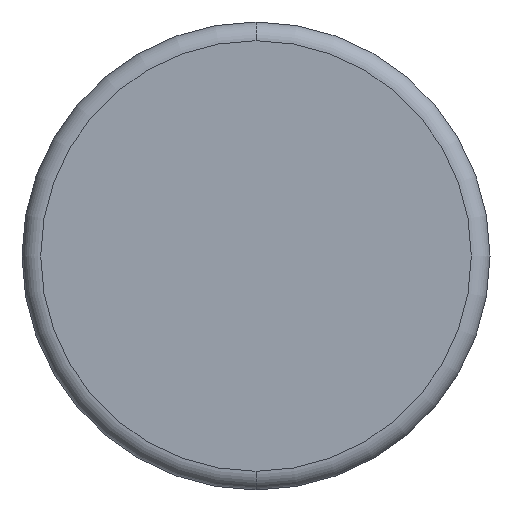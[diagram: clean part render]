
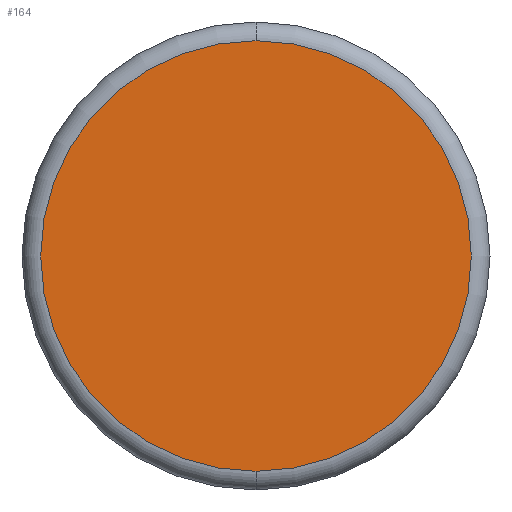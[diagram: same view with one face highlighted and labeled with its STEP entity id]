
A CAD part, front view. The second image highlights one B-rep face of the part: STEP entity #164.
In plain terms, the highlighted planar face has unit normal (0, -1, 0).
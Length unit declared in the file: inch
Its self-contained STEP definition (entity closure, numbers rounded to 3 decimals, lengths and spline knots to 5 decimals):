
#4 = EDGE_LOOP ( 'NONE', ( #438, #99 ) ) ;
#5 = CARTESIAN_POINT ( 'NONE',  ( 0., 0., 0. ) ) ;
#7 = FACE_OUTER_BOUND ( 'NONE', #4, .T. ) ;
#98 = CARTESIAN_POINT ( 'NONE',  ( 0., 0., 0. ) ) ;
#99 = ORIENTED_EDGE ( 'NONE', *, *, #529, .T. ) ;
#127 = DIRECTION ( 'NONE',  ( 0., 0., -1. ) ) ;
#164 = ADVANCED_FACE ( 'NONE', ( #7 ), #276, .T. ) ;
#168 = CARTESIAN_POINT ( 'NONE',  ( 0., 0., -0.345 ) ) ;
#185 = DIRECTION ( 'NONE',  ( 0., -1., 0. ) ) ;
#238 = EDGE_CURVE ( 'NONE', #430, #421, #379, .T. ) ;
#241 = CARTESIAN_POINT ( 'NONE',  ( 0., 0., 0. ) ) ;
#276 = PLANE ( 'NONE',  #391 ) ;
#297 = AXIS2_PLACEMENT_3D ( 'NONE', #241, #361, #405 ) ;
#309 = CIRCLE ( 'NONE', #369, 0.345 ) ;
#344 = DIRECTION ( 'NONE',  ( 0., -1., 0. ) ) ;
#361 = DIRECTION ( 'NONE',  ( 0., -1., 0. ) ) ;
#369 = AXIS2_PLACEMENT_3D ( 'NONE', #5, #344, #127 ) ;
#379 = CIRCLE ( 'NONE', #297, 0.345 ) ;
#391 = AXIS2_PLACEMENT_3D ( 'NONE', #98, #185, #432 ) ;
#405 = DIRECTION ( 'NONE',  ( 0., 0., -1. ) ) ;
#421 = VERTEX_POINT ( 'NONE', #495 ) ;
#430 = VERTEX_POINT ( 'NONE', #168 ) ;
#432 = DIRECTION ( 'NONE',  ( 0., 0., -1. ) ) ;
#438 = ORIENTED_EDGE ( 'NONE', *, *, #238, .T. ) ;
#495 = CARTESIAN_POINT ( 'NONE',  ( 0., 0., 0.345 ) ) ;
#529 = EDGE_CURVE ( 'NONE', #421, #430, #309, .T. ) ;
